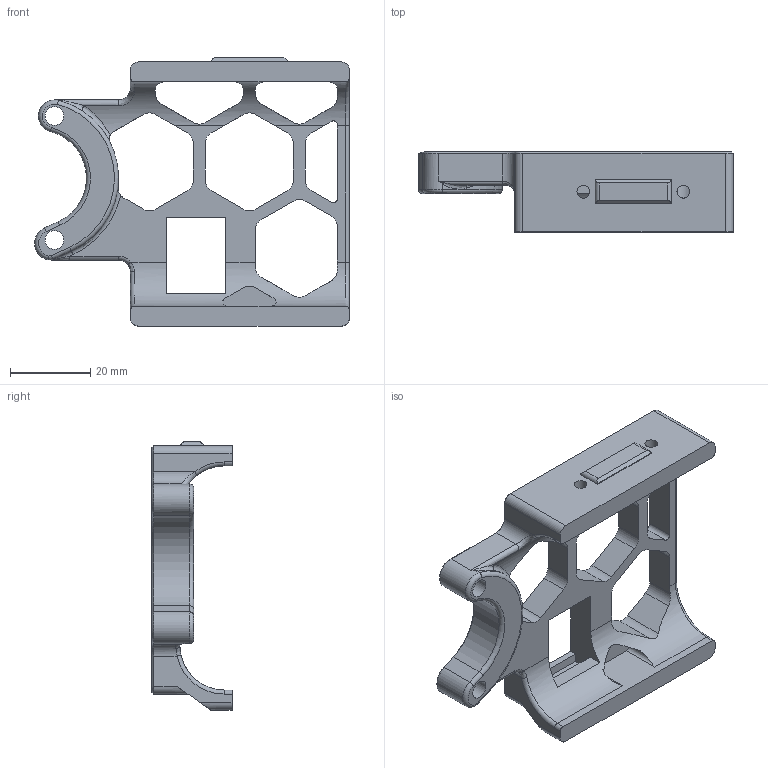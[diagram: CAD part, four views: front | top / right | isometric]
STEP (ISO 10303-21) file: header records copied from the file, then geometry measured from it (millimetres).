
FILE_DESCRIPTION(/* description */ (''),/* implementation_level */ '2;1');
FILE_NAME(/* name */ 'SkirtA_250mod.stp',/* time_stamp */ '2021-07-23T19:24:23+10:00',/* author */ ('Amarpal'),/* organization */ (''),/* preprocessor_version */ 'ST-DEVELOPER v18.1',/* originating_system */ 'Autodesk Inventor 2021',/* authorisation */ '');
FILE_SCHEMA (('AUTOMOTIVE_DESIGN { 1 0 10303 214 3 1 1 }'));
Length unit declared in the file: millimetre
Products named in the file (1): SkirtA_250mod
Bounding box: 78.65 x 20 x 67 mm (x, y, z)
Volume: 22894.1 mm3; surface area: 13576.7 mm2
Topology: 1 solids, 2 shells, 178 faces, 496 edges, 315 vertices
Faces by surface type: plane 79, cylinder 68, bspline 11, torus 11, cone 9
Full cylindrical faces by diameter (mm): 3.2 x2, 4.7 x4
Entity records: 6342 total; most frequent: CARTESIAN_POINT 1658, ORIENTED_EDGE 988, DIRECTION 969, EDGE_CURVE 494, AXIS2_PLACEMENT_3D 346, VERTEX_POINT 315, LINE 277, VECTOR 277
